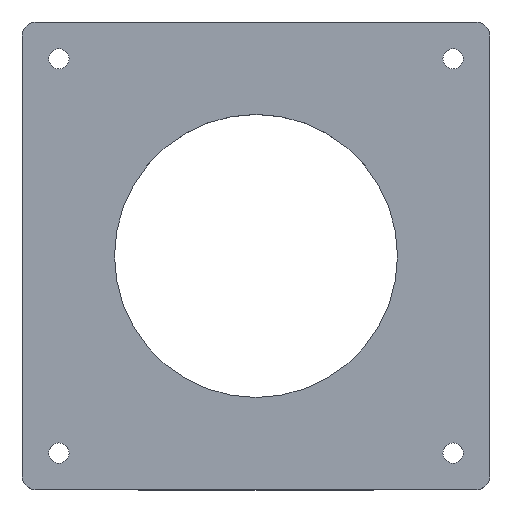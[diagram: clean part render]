
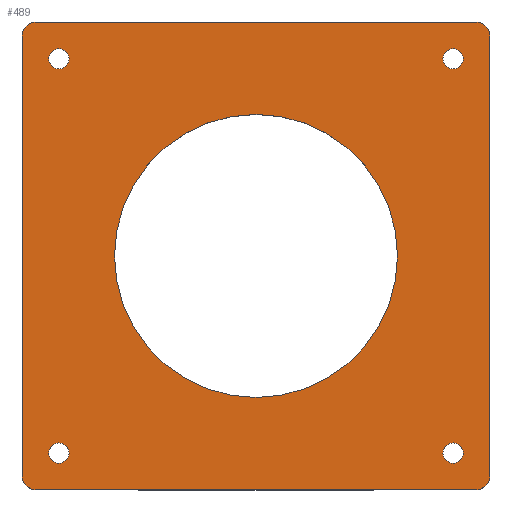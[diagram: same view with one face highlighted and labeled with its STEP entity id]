
A CAD part, top view. The second image highlights one B-rep face of the part: STEP entity #489.
In plain terms, the highlighted planar face has unit normal (0, 0, 1).
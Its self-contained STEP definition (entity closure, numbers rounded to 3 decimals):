
#26=FACE_BOUND('',#66,.T.);
#27=FACE_BOUND('',#67,.T.);
#28=FACE_BOUND('',#68,.T.);
#29=FACE_BOUND('',#69,.T.);
#30=FACE_BOUND('',#70,.T.);
#38=FACE_OUTER_BOUND('',#65,.T.);
#65=EDGE_LOOP('',(#335,#336,#337,#338,#339,#340,#341,#342));
#66=EDGE_LOOP('',(#343));
#67=EDGE_LOOP('',(#344));
#68=EDGE_LOOP('',(#345));
#69=EDGE_LOOP('',(#346));
#70=EDGE_LOOP('',(#347));
#104=LINE('',#720,#151);
#105=LINE('',#724,#152);
#106=LINE('',#728,#153);
#107=LINE('',#731,#154);
#151=VECTOR('',#573,10.);
#152=VECTOR('',#576,10.);
#153=VECTOR('',#579,10.);
#154=VECTOR('',#582,10.);
#198=CIRCLE('',#519,2.);
#199=CIRCLE('',#520,2.);
#200=CIRCLE('',#521,2.);
#201=CIRCLE('',#522,2.);
#202=CIRCLE('',#523,1.425);
#203=CIRCLE('',#524,1.425);
#204=CIRCLE('',#525,1.425);
#205=CIRCLE('',#526,1.425);
#206=CIRCLE('',#527,19.9);
#220=VERTEX_POINT('',#716);
#221=VERTEX_POINT('',#717);
#222=VERTEX_POINT('',#719);
#223=VERTEX_POINT('',#721);
#224=VERTEX_POINT('',#723);
#225=VERTEX_POINT('',#725);
#226=VERTEX_POINT('',#727);
#227=VERTEX_POINT('',#729);
#228=VERTEX_POINT('',#732);
#229=VERTEX_POINT('',#734);
#230=VERTEX_POINT('',#736);
#231=VERTEX_POINT('',#738);
#232=VERTEX_POINT('',#740);
#266=EDGE_CURVE('',#220,#221,#198,.T.);
#267=EDGE_CURVE('',#221,#222,#104,.T.);
#268=EDGE_CURVE('',#222,#223,#199,.T.);
#269=EDGE_CURVE('',#223,#224,#105,.T.);
#270=EDGE_CURVE('',#224,#225,#200,.T.);
#271=EDGE_CURVE('',#225,#226,#106,.T.);
#272=EDGE_CURVE('',#226,#227,#201,.T.);
#273=EDGE_CURVE('',#227,#220,#107,.T.);
#274=EDGE_CURVE('',#228,#228,#202,.T.);
#275=EDGE_CURVE('',#229,#229,#203,.T.);
#276=EDGE_CURVE('',#230,#230,#204,.T.);
#277=EDGE_CURVE('',#231,#231,#205,.T.);
#278=EDGE_CURVE('',#232,#232,#206,.T.);
#335=ORIENTED_EDGE('',*,*,#266,.T.);
#336=ORIENTED_EDGE('',*,*,#267,.T.);
#337=ORIENTED_EDGE('',*,*,#268,.T.);
#338=ORIENTED_EDGE('',*,*,#269,.T.);
#339=ORIENTED_EDGE('',*,*,#270,.T.);
#340=ORIENTED_EDGE('',*,*,#271,.T.);
#341=ORIENTED_EDGE('',*,*,#272,.T.);
#342=ORIENTED_EDGE('',*,*,#273,.T.);
#343=ORIENTED_EDGE('',*,*,#274,.T.);
#344=ORIENTED_EDGE('',*,*,#275,.T.);
#345=ORIENTED_EDGE('',*,*,#276,.T.);
#346=ORIENTED_EDGE('',*,*,#277,.T.);
#347=ORIENTED_EDGE('',*,*,#278,.T.);
#473=PLANE('',#518);
#489=ADVANCED_FACE('',(#38,#26,#27,#28,#29,#30),#473,.T.);
#518=AXIS2_PLACEMENT_3D('',#715,#569,#570);
#519=AXIS2_PLACEMENT_3D('',#718,#571,#572);
#520=AXIS2_PLACEMENT_3D('',#722,#574,#575);
#521=AXIS2_PLACEMENT_3D('',#726,#577,#578);
#522=AXIS2_PLACEMENT_3D('',#730,#580,#581);
#523=AXIS2_PLACEMENT_3D('',#733,#583,#584);
#524=AXIS2_PLACEMENT_3D('',#735,#585,#586);
#525=AXIS2_PLACEMENT_3D('',#737,#587,#588);
#526=AXIS2_PLACEMENT_3D('',#739,#589,#590);
#527=AXIS2_PLACEMENT_3D('',#741,#591,#592);
#569=DIRECTION('center_axis',(0.,0.,1.));
#570=DIRECTION('ref_axis',(-1.,0.,0.));
#571=DIRECTION('center_axis',(0.,0.,1.));
#572=DIRECTION('ref_axis',(-0.707,0.707,0.));
#573=DIRECTION('',(0.,-1.,0.));
#574=DIRECTION('center_axis',(0.,0.,1.));
#575=DIRECTION('ref_axis',(-0.707,-0.707,0.));
#576=DIRECTION('',(1.,0.,0.));
#577=DIRECTION('center_axis',(0.,0.,1.));
#578=DIRECTION('ref_axis',(0.707,-0.707,0.));
#579=DIRECTION('',(0.,1.,0.));
#580=DIRECTION('center_axis',(0.,0.,1.));
#581=DIRECTION('ref_axis',(0.707,0.707,0.));
#582=DIRECTION('',(-1.,0.,0.));
#583=DIRECTION('center_axis',(0.,0.,-1.));
#584=DIRECTION('ref_axis',(-1.,0.,0.));
#585=DIRECTION('center_axis',(0.,0.,-1.));
#586=DIRECTION('ref_axis',(-1.,0.,0.));
#587=DIRECTION('center_axis',(0.,0.,-1.));
#588=DIRECTION('ref_axis',(-1.,0.,0.));
#589=DIRECTION('center_axis',(0.,0.,-1.));
#590=DIRECTION('ref_axis',(-1.,0.,0.));
#591=DIRECTION('center_axis',(0.,0.,-1.));
#592=DIRECTION('ref_axis',(-1.,0.,0.));
#715=CARTESIAN_POINT('Origin',(32.466,-67.188,13.));
#716=CARTESIAN_POINT('',(1.566,-34.288,13.));
#717=CARTESIAN_POINT('',(-0.434,-36.288,13.));
#718=CARTESIAN_POINT('Origin',(1.566,-36.288,13.));
#719=CARTESIAN_POINT('',(-0.434,-98.088,13.));
#720=CARTESIAN_POINT('',(-0.434,-91.863,13.));
#721=CARTESIAN_POINT('',(1.566,-100.088,13.));
#722=CARTESIAN_POINT('Origin',(1.566,-98.088,13.));
#723=CARTESIAN_POINT('',(63.366,-100.088,13.));
#724=CARTESIAN_POINT('',(36.577,-100.088,13.));
#725=CARTESIAN_POINT('',(65.366,-98.088,13.));
#726=CARTESIAN_POINT('Origin',(63.366,-98.088,13.));
#727=CARTESIAN_POINT('',(65.366,-36.288,13.));
#728=CARTESIAN_POINT('',(65.366,-42.513,13.));
#729=CARTESIAN_POINT('',(63.366,-34.288,13.));
#730=CARTESIAN_POINT('Origin',(63.366,-36.288,13.));
#731=CARTESIAN_POINT('',(7.791,-34.288,13.));
#732=CARTESIAN_POINT('',(6.172,-39.469,13.));
#733=CARTESIAN_POINT('Origin',(4.747,-39.469,13.));
#734=CARTESIAN_POINT('',(61.609,-39.469,13.));
#735=CARTESIAN_POINT('Origin',(60.184,-39.469,13.));
#736=CARTESIAN_POINT('',(6.172,-94.907,13.));
#737=CARTESIAN_POINT('Origin',(4.747,-94.907,13.));
#738=CARTESIAN_POINT('',(61.609,-94.907,13.));
#739=CARTESIAN_POINT('Origin',(60.184,-94.907,13.));
#740=CARTESIAN_POINT('',(52.366,-67.188,13.));
#741=CARTESIAN_POINT('Origin',(32.466,-67.188,13.));
